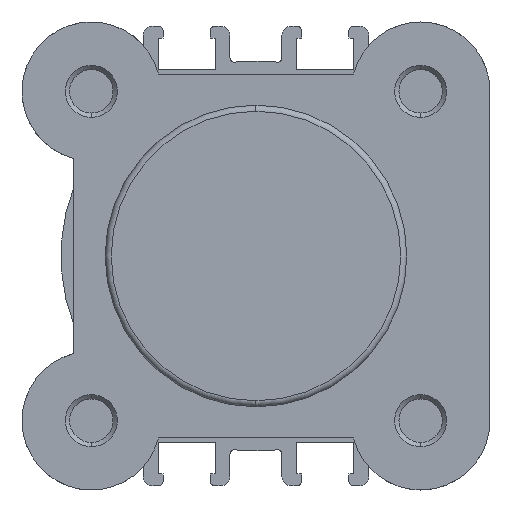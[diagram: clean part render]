
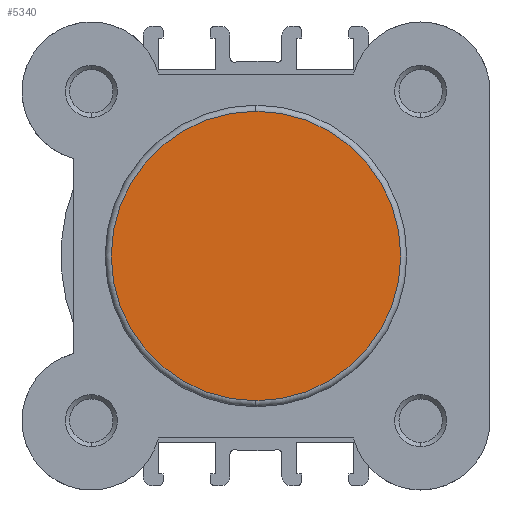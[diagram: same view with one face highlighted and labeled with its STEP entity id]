
A CAD part, left-side view. The second image highlights one B-rep face of the part: STEP entity #5340.
In plain terms, the highlighted planar face has unit normal (-1, 0, 0).
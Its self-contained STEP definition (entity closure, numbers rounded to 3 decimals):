
#660 = EDGE_LOOP ( 'NONE', ( #1878, #1877 ) ) ;
#1877 = ORIENTED_EDGE ( 'NONE', *, *, #2534, .T. ) ;
#1878 = ORIENTED_EDGE ( 'NONE', *, *, #3316, .T. ) ;
#2255 = CIRCLE ( 'NONE', #2807, 16.7 ) ;
#2534 = EDGE_CURVE ( 'NONE', #4831, #4823, #2255, .T. ) ;
#2807 = AXIS2_PLACEMENT_3D ( 'NONE', #3622, #3629, #3630 ) ;
#2928 = AXIS2_PLACEMENT_3D ( 'NONE', #4224, #4227, #4228 ) ;
#3155 = AXIS2_PLACEMENT_3D ( 'NONE', #7110, #7113, #7114 ) ;
#3316 = EDGE_CURVE ( 'NONE', #4823, #4831, #5764, .T. ) ;
#3622 = CARTESIAN_POINT ( 'NONE',  ( 0., 0., 0. ) ) ;
#3629 = DIRECTION ( 'NONE',  ( -1., 0., 0. ) ) ;
#3630 = DIRECTION ( 'NONE',  ( 0., 0., 1. ) ) ;
#4224 = CARTESIAN_POINT ( 'NONE',  ( 0., 0., 0. ) ) ;
#4227 = DIRECTION ( 'NONE',  ( -1., 0., 0. ) ) ;
#4228 = DIRECTION ( 'NONE',  ( 0., 0., 1. ) ) ;
#4629 = CARTESIAN_POINT ( 'NONE',  ( 0., 0., 16.7 ) ) ;
#4633 = CARTESIAN_POINT ( 'NONE',  ( 0., 0., -16.7 ) ) ;
#4823 = VERTEX_POINT ( 'NONE', #4629 ) ;
#4831 = VERTEX_POINT ( 'NONE', #4633 ) ;
#5340 = ADVANCED_FACE ( 'NONE', ( #6357 ), #7111, .T. ) ;
#5764 = CIRCLE ( 'NONE', #2928, 16.7 ) ;
#6357 = FACE_OUTER_BOUND ( 'NONE', #660, .T. ) ;
#7110 = CARTESIAN_POINT ( 'NONE',  ( 0., -17.4, 0. ) ) ;
#7111 = PLANE ( 'NONE',  #3155 ) ;
#7113 = DIRECTION ( 'NONE',  ( -1., 0., 0. ) ) ;
#7114 = DIRECTION ( 'NONE',  ( 0., 0., 1. ) ) ;
